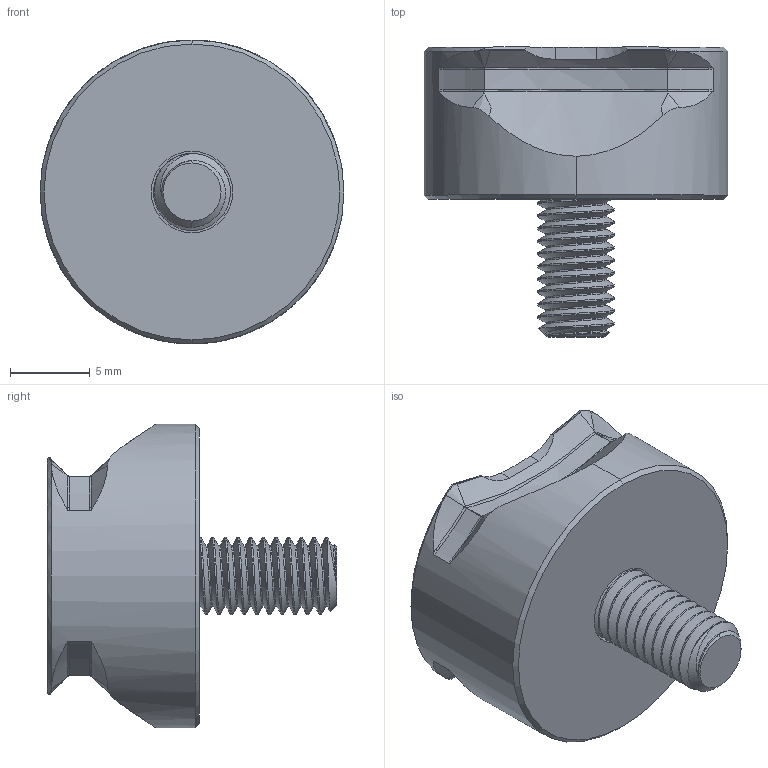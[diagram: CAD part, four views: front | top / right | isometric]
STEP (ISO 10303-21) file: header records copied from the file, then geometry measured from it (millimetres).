
FILE_DESCRIPTION (( 'STEP AP214' ), '1' );
FILE_NAME ('33175.STEP', '2018-04-10T18:29:17', ( 'Mike W' ), ( '' ), 'SwSTEP 2.0', 'SolidWorks 2017', '' );
FILE_SCHEMA (( 'AUTOMOTIVE_DESIGN' ));
Length unit declared in the file: inch
Products named in the file (3): 33175; 103212 SHCS_103212 SHCS; 321751_321751
Assembly tree (2 placements, depth 2):
  33175
    321751_321751
    103212 SHCS_103212 SHCS
Bounding box: 19.05 x 18.17 x 19.05 mm (x, y, z)
Volume: 2329.1 mm3; surface area: 1816.1 mm2
Topology: 2 solids, 2 shells, 203 faces, 531 edges, 335 vertices
Faces by surface type: cylinder 101, bspline 68, cone 19, plane 13, torus 2
Entity records: 10466 total; most frequent: CARTESIAN_POINT 6357, ORIENTED_EDGE 1062, DIRECTION 567, EDGE_CURVE 531, VERTEX_POINT 335, AXIS2_PLACEMENT_3D 220, EDGE_LOOP 208, ADVANCED_FACE 203
